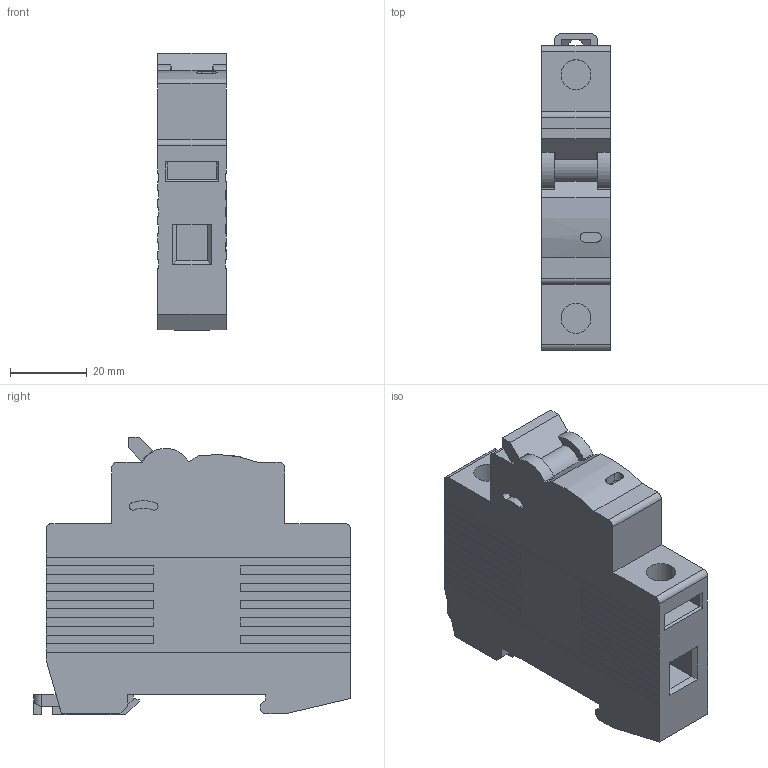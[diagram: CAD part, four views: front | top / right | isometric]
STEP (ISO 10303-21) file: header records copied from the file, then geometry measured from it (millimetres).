
FILE_DESCRIPTION (( 'STEP AP214' ), '1' );
FILE_NAME ('01.01.01.01 ÂÀ 47-29 õ-êà Â 1Ð.STEP', '2017-03-22T08:59:03', ( '' ), ( '' ), 'SwSTEP 2.0', 'SolidWorks 2014', '' );
FILE_SCHEMA (( 'AUTOMOTIVE_DESIGN' ));
Length unit declared in the file: millimetre
Products named in the file (1): 01.01.01.01 ÂÀ 47-29 õ-êà Â 1Ð
Bounding box: 17.8 x 82.5 x 72.35 mm (x, y, z)
Volume: 74225.9 mm3; surface area: 17601.5 mm2
Topology: 1 solids, 2 shells, 265 faces, 741 edges, 490 vertices
Faces by surface type: plane 237, cylinder 28
Full cylindrical faces by diameter (mm): 7.8 x2
Entity records: 10922 total; most frequent: CARTESIAN_POINT 1551, ORIENTED_EDGE 1476, DIRECTION 1315, EDGE_CURVE 738, VECTOR 673, LINE 673, VERTEX_POINT 489, AXIS2_PLACEMENT_3D 321
